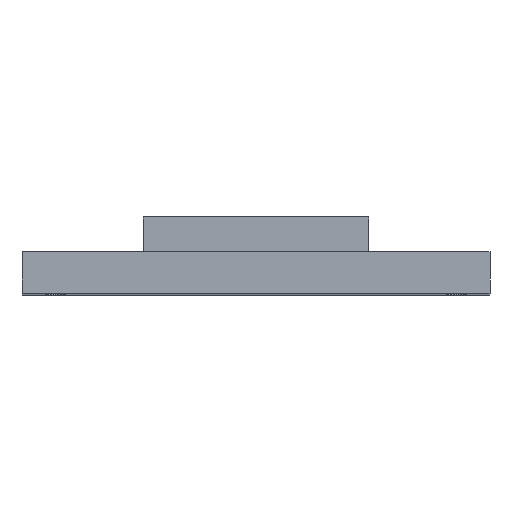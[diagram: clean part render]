
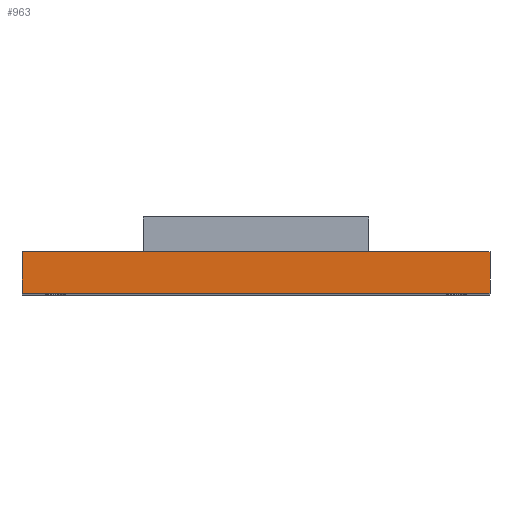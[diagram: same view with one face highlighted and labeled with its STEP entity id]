
A CAD part, top view. The second image highlights one B-rep face of the part: STEP entity #963.
In plain terms, the highlighted planar face has unit normal (0, 0, 1).
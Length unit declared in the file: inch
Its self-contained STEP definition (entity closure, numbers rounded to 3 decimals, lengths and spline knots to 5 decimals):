
#54 = ORIENTED_EDGE ( 'NONE', *, *, #283, .T. ) ;
#72 = DIRECTION ( 'NONE',  ( -1., 0., 0. ) ) ;
#74 = EDGE_LOOP ( 'NONE', ( #54, #1270, #2126, #1766 ) ) ;
#240 = PLANE ( 'NONE',  #1108 ) ;
#283 = EDGE_CURVE ( 'NONE', #1724, #389, #767, .T. ) ;
#381 = VECTOR ( 'NONE', #1729, 39.37008 ) ;
#389 = VERTEX_POINT ( 'NONE', #1385 ) ;
#436 = EDGE_CURVE ( 'NONE', #1901, #801, #1887, .T. ) ;
#557 = CARTESIAN_POINT ( 'NONE',  ( 0., 0., 0. ) ) ;
#657 = EDGE_CURVE ( 'NONE', #1901, #1724, #812, .T. ) ;
#735 = CARTESIAN_POINT ( 'NONE',  ( 0., 0.062, 0. ) ) ;
#767 = LINE ( 'NONE', #557, #381 ) ;
#801 = VERTEX_POINT ( 'NONE', #1663 ) ;
#812 = LINE ( 'NONE', #1462, #2094 ) ;
#963 = ADVANCED_FACE ( 'NONE', ( #1130 ), #240, .F. ) ;
#1000 = VECTOR ( 'NONE', #1232, 39.37008 ) ;
#1068 = DIRECTION ( 'NONE',  ( 0., 0., -1. ) ) ;
#1108 = AXIS2_PLACEMENT_3D ( 'NONE', #735, #1068, #72 ) ;
#1130 = FACE_OUTER_BOUND ( 'NONE', #74, .T. ) ;
#1174 = EDGE_CURVE ( 'NONE', #801, #389, #1264, .T. ) ;
#1212 = VECTOR ( 'NONE', #1566, 39.37008 ) ;
#1232 = DIRECTION ( 'NONE',  ( 1., 0., 0. ) ) ;
#1264 = LINE ( 'NONE', #1733, #1212 ) ;
#1270 = ORIENTED_EDGE ( 'NONE', *, *, #1174, .F. ) ;
#1374 = CARTESIAN_POINT ( 'NONE',  ( 0., 0., 0. ) ) ;
#1385 = CARTESIAN_POINT ( 'NONE',  ( 0.7, 0., 0. ) ) ;
#1462 = CARTESIAN_POINT ( 'NONE',  ( 0., 0.062, 0. ) ) ;
#1566 = DIRECTION ( 'NONE',  ( 0., -1., 0. ) ) ;
#1624 = DIRECTION ( 'NONE',  ( 0., -1., 0. ) ) ;
#1663 = CARTESIAN_POINT ( 'NONE',  ( 0.7, 0.062, 0. ) ) ;
#1724 = VERTEX_POINT ( 'NONE', #1374 ) ;
#1729 = DIRECTION ( 'NONE',  ( 1., 0., 0. ) ) ;
#1732 = CARTESIAN_POINT ( 'NONE',  ( 0., 0.062, 0. ) ) ;
#1733 = CARTESIAN_POINT ( 'NONE',  ( 0.7, 0.062, 0. ) ) ;
#1766 = ORIENTED_EDGE ( 'NONE', *, *, #657, .T. ) ;
#1812 = CARTESIAN_POINT ( 'NONE',  ( 0., 0.062, 0. ) ) ;
#1887 = LINE ( 'NONE', #1732, #1000 ) ;
#1901 = VERTEX_POINT ( 'NONE', #1812 ) ;
#2094 = VECTOR ( 'NONE', #1624, 39.37008 ) ;
#2126 = ORIENTED_EDGE ( 'NONE', *, *, #436, .F. ) ;
